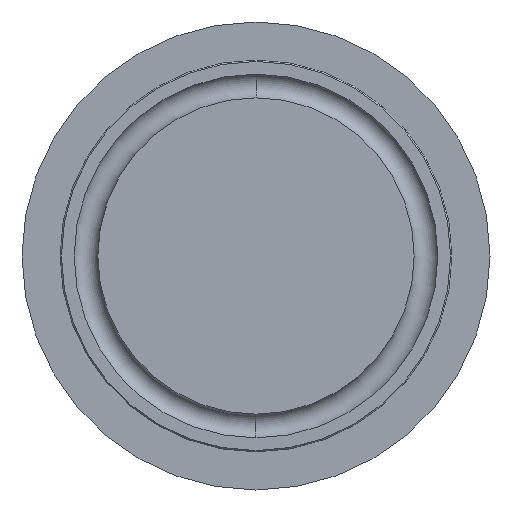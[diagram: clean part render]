
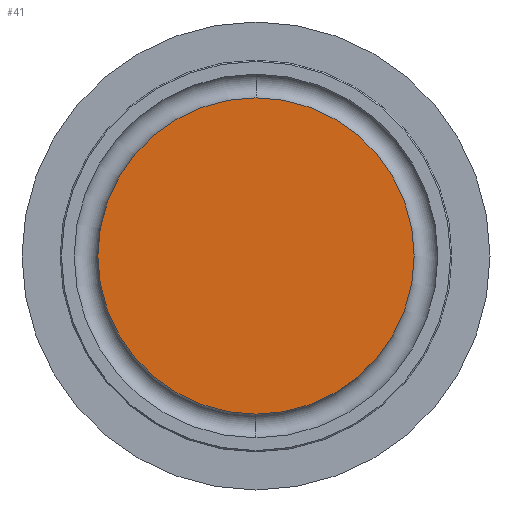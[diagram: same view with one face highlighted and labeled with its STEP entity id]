
A CAD part, left-side view. The second image highlights one B-rep face of the part: STEP entity #41.
In plain terms, the highlighted planar face has unit normal (-1, 0, 0).
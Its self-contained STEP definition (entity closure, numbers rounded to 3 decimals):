
#4 = CARTESIAN_POINT ( 'NONE',  ( -8.328, 0., 0. ) ) ;
#41 = ADVANCED_FACE ( 'NONE', ( #316 ), #281, .F. ) ;
#70 = CARTESIAN_POINT ( 'NONE',  ( -8.328, 31.092, 0. ) ) ;
#138 = ORIENTED_EDGE ( 'NONE', *, *, #326, .T. ) ;
#160 = DIRECTION ( 'NONE',  ( -1., 0., 0. ) ) ;
#194 = DIRECTION ( 'NONE',  ( 0., 0., 1. ) ) ;
#232 = DIRECTION ( 'NONE',  ( 0., 0., -1. ) ) ;
#246 = CIRCLE ( 'NONE', #533, 31.092 ) ;
#264 = ORIENTED_EDGE ( 'NONE', *, *, #327, .T. ) ;
#281 = PLANE ( 'NONE',  #465 ) ;
#288 = CARTESIAN_POINT ( 'NONE',  ( -8.328, 0., 0. ) ) ;
#316 = FACE_OUTER_BOUND ( 'NONE', #339, .T. ) ;
#326 = EDGE_CURVE ( 'NONE', #336, #388, #246, .T. ) ;
#327 = EDGE_CURVE ( 'NONE', #388, #336, #462, .T. ) ;
#333 = DIRECTION ( 'NONE',  ( 0., 0., 1. ) ) ;
#336 = VERTEX_POINT ( 'NONE', #532 ) ;
#337 = CARTESIAN_POINT ( 'NONE',  ( -8.328, 0., 31.092 ) ) ;
#339 = EDGE_LOOP ( 'NONE', ( #264, #138 ) ) ;
#388 = VERTEX_POINT ( 'NONE', #337 ) ;
#397 = DIRECTION ( 'NONE',  ( 1., 0., 0. ) ) ;
#462 = CIRCLE ( 'NONE', #480, 31.092 ) ;
#465 = AXIS2_PLACEMENT_3D ( 'NONE', #70, #397, #232 ) ;
#470 = DIRECTION ( 'NONE',  ( -1., 0., 0. ) ) ;
#480 = AXIS2_PLACEMENT_3D ( 'NONE', #288, #160, #333 ) ;
#532 = CARTESIAN_POINT ( 'NONE',  ( -8.328, 0., -31.092 ) ) ;
#533 = AXIS2_PLACEMENT_3D ( 'NONE', #4, #470, #194 ) ;
